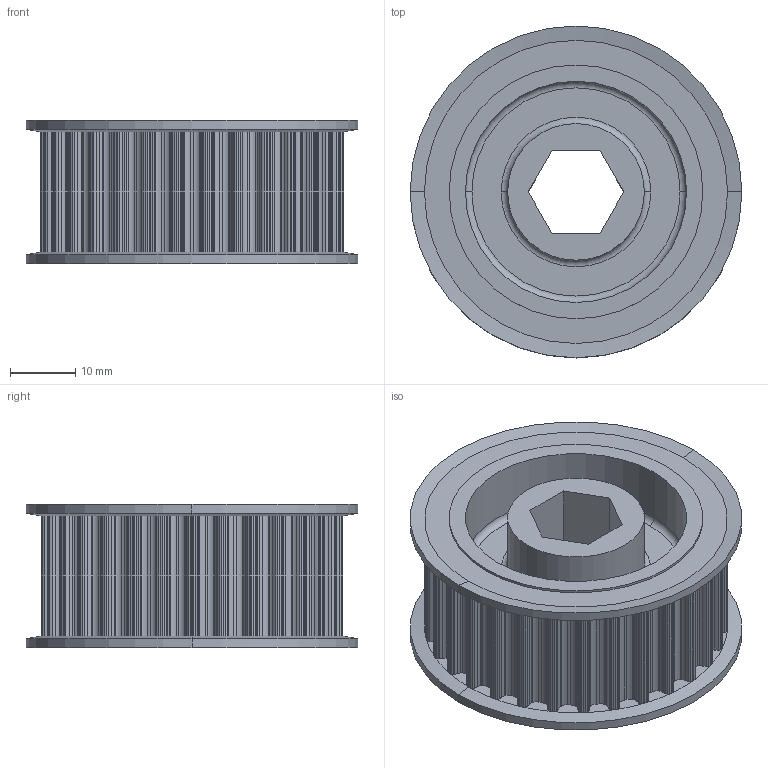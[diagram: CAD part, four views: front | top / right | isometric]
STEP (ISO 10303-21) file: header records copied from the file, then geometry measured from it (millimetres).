
FILE_DESCRIPTION (( 'STEP AP214' ), '1' );
FILE_NAME ('217-4102-STEP-20140806.STEP', '2014-08-06T22:32:11', ( '' ), ( '' ), 'SwSTEP 2.0', 'SolidWorks 2014', '' );
FILE_SCHEMA (( 'AUTOMOTIVE_DESIGN' ));
Length unit declared in the file: millimetre
Products named in the file (1): 217-4102-STEP-20140806
Bounding box: 51 x 51 x 22 mm (x, y, z)
Volume: 21266.3 mm3; surface area: 13396.4 mm2
Topology: 1 solids, 1 shells, 762 faces, 2126 edges, 1372 vertices
Faces by surface type: cylinder 462, plane 284, cone 8, torus 8
Entity records: 24968 total; most frequent: DIRECTION 4840, CARTESIAN_POINT 4261, ORIENTED_EDGE 4252, EDGE_CURVE 2126, AXIS2_PLACEMENT_3D 1951, VERTEX_POINT 1372, CIRCLE 1188, VECTOR 938
